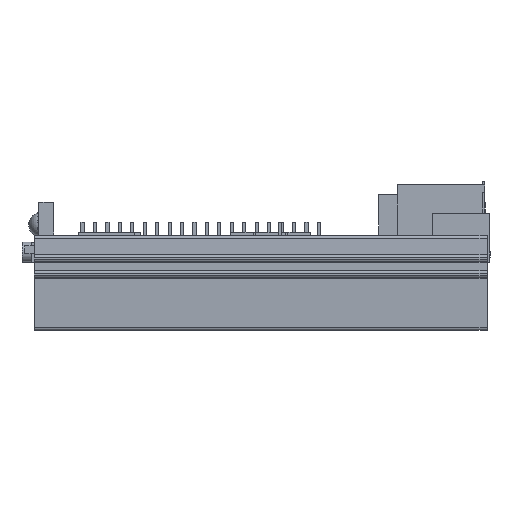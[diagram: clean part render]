
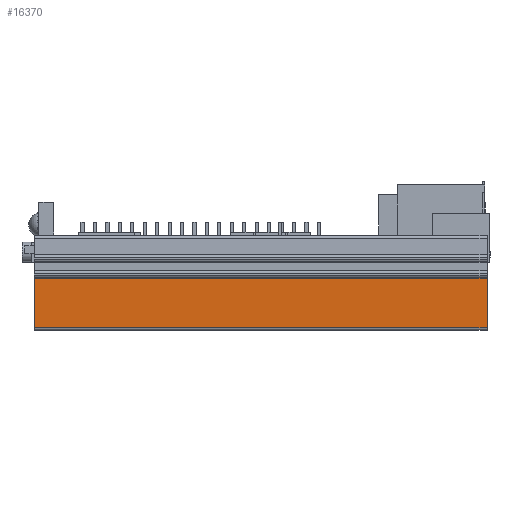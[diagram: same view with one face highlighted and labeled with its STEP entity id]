
A CAD part, left-side view. The second image highlights one B-rep face of the part: STEP entity #16370.
In plain terms, the highlighted planar face has unit normal (-0.999, 0, -0.035).
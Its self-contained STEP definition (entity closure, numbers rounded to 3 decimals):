
#674=FACE_OUTER_BOUND('',#1581,.T.);
#1581=EDGE_LOOP('',(#11182,#11183,#11184,#11185));
#2591=LINE('',#23066,#4711);
#2771=LINE('',#23609,#4891);
#2784=LINE('',#23651,#4904);
#2785=LINE('',#23653,#4905);
#4711=VECTOR('',#18677,1.);
#4891=VECTOR('',#19045,1.);
#4904=VECTOR('',#19098,1.);
#4905=VECTOR('',#19101,1.);
#6834=VERTEX_POINT('',#23063);
#6835=VERTEX_POINT('',#23065);
#7103=VERTEX_POINT('',#23606);
#7104=VERTEX_POINT('',#23608);
#8448=EDGE_CURVE('',#6834,#6835,#2591,.T.);
#8720=EDGE_CURVE('',#7103,#7104,#2771,.T.);
#8742=EDGE_CURVE('',#6834,#7104,#2784,.T.);
#8743=EDGE_CURVE('',#7103,#6835,#2785,.T.);
#11182=ORIENTED_EDGE('',*,*,#8742,.T.);
#11183=ORIENTED_EDGE('',*,*,#8720,.F.);
#11184=ORIENTED_EDGE('',*,*,#8743,.T.);
#11185=ORIENTED_EDGE('',*,*,#8448,.F.);
#15560=PLANE('',#17600);
#16370=ADVANCED_FACE('',(#674),#15560,.T.);
#17600=AXIS2_PLACEMENT_3D('',#23652,#19099,#19100);
#18677=DIRECTION('',(0.035,0.,-0.999));
#19045=DIRECTION('',(-0.035,0.,0.999));
#19098=DIRECTION('',(0.,1.,0.));
#19099=DIRECTION('center_axis',(-0.999,0.,-0.035));
#19100=DIRECTION('ref_axis',(-0.035,0.,0.999));
#19101=DIRECTION('',(0.,-1.,0.));
#23063=CARTESIAN_POINT('',(-28.957,814.,57.157));
#23065=CARTESIAN_POINT('',(-28.608,814.,47.14));
#23066=CARTESIAN_POINT('',(-28.744,814.,51.042));
#23606=CARTESIAN_POINT('',(-28.608,905.,47.14));
#23608=CARTESIAN_POINT('',(-28.957,905.,57.157));
#23609=CARTESIAN_POINT('',(-28.744,905.,51.042));
#23651=CARTESIAN_POINT('',(-28.957,859.5,57.157));
#23652=CARTESIAN_POINT('Origin',(-28.782,859.5,52.148));
#23653=CARTESIAN_POINT('',(-28.608,814.,47.14));
